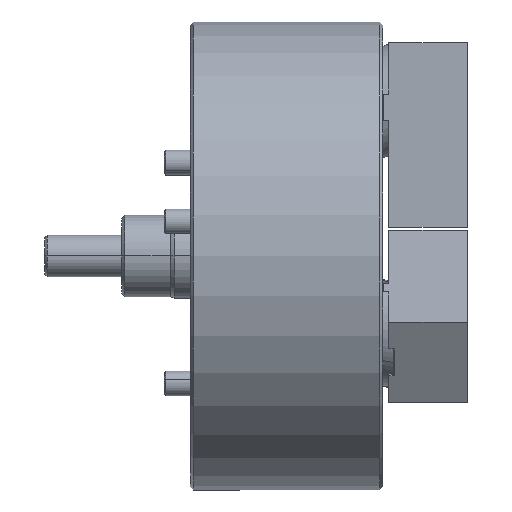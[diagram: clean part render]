
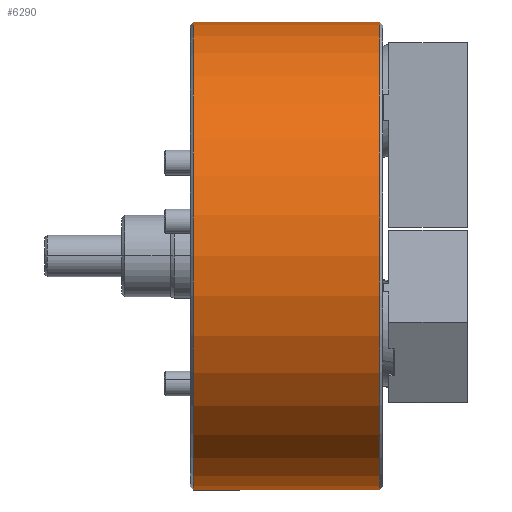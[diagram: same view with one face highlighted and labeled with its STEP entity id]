
A CAD part, top view. The second image highlights one B-rep face of the part: STEP entity #6290.
In plain terms, the highlighted cylindrical face has radius 152 mm (diameter 304 mm), a partial arc.
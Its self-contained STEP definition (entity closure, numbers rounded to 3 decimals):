
#14 = ORIENTED_EDGE ( 'NONE', *, *, #9325, .F. ) ;
#514 = DIRECTION ( 'NONE',  ( 0., 1., 0. ) ) ;
#577 = AXIS2_PLACEMENT_3D ( 'NONE', #9620, #5043, #514 ) ;
#603 = VERTEX_POINT ( 'NONE', #2877 ) ;
#1262 = LINE ( 'NONE', #2818, #4096 ) ;
#1899 = VECTOR ( 'NONE', #4864, 1000. ) ;
#1922 = DIRECTION ( 'NONE',  ( 0., 1., 0. ) ) ;
#1954 = CARTESIAN_POINT ( 'NONE',  ( 0., 0., 0. ) ) ;
#2143 = CARTESIAN_POINT ( 'NONE',  ( 2., -152., 0. ) ) ;
#2691 = FACE_OUTER_BOUND ( 'NONE', #5523, .T. ) ;
#2818 = CARTESIAN_POINT ( 'NONE',  ( 0., 152., 0. ) ) ;
#2877 = CARTESIAN_POINT ( 'NONE',  ( 123., 152., 0. ) ) ;
#2970 = DIRECTION ( 'NONE',  ( 1., 0., 0. ) ) ;
#3585 = DIRECTION ( 'NONE',  ( 1., 0., 0. ) ) ;
#3898 = EDGE_CURVE ( 'NONE', #9432, #6420, #9760, .T. ) ;
#4096 = VECTOR ( 'NONE', #3585, 1000. ) ;
#4205 = DIRECTION ( 'NONE',  ( 1., 0., 0. ) ) ;
#4493 = AXIS2_PLACEMENT_3D ( 'NONE', #1954, #4205, #1922 ) ;
#4864 = DIRECTION ( 'NONE',  ( 1., 0., 0. ) ) ;
#4870 = ORIENTED_EDGE ( 'NONE', *, *, #8599, .T. ) ;
#5043 = DIRECTION ( 'NONE',  ( -1., 0., 0. ) ) ;
#5130 = CARTESIAN_POINT ( 'NONE',  ( 123., -152., 0. ) ) ;
#5523 = EDGE_LOOP ( 'NONE', ( #6878, #7008, #4870, #14 ) ) ;
#5841 = EDGE_CURVE ( 'NONE', #7399, #9432, #9124, .T. ) ;
#6290 = ADVANCED_FACE ( 'NONE', ( #2691 ), #8028, .T. ) ;
#6337 = CARTESIAN_POINT ( 'NONE',  ( 0., -152., 0. ) ) ;
#6420 = VERTEX_POINT ( 'NONE', #5130 ) ;
#6878 = ORIENTED_EDGE ( 'NONE', *, *, #5841, .T. ) ;
#7008 = ORIENTED_EDGE ( 'NONE', *, *, #3898, .T. ) ;
#7361 = CARTESIAN_POINT ( 'NONE',  ( 2., 152., 0. ) ) ;
#7399 = VERTEX_POINT ( 'NONE', #7361 ) ;
#7505 = CARTESIAN_POINT ( 'NONE',  ( 2., 0., 0. ) ) ;
#8028 = CYLINDRICAL_SURFACE ( 'NONE', #4493, 152. ) ;
#8269 = DIRECTION ( 'NONE',  ( 0., -1., 0. ) ) ;
#8599 = EDGE_CURVE ( 'NONE', #6420, #603, #9357, .T. ) ;
#9124 = CIRCLE ( 'NONE', #9815, 152. ) ;
#9325 = EDGE_CURVE ( 'NONE', #7399, #603, #1262, .T. ) ;
#9357 = CIRCLE ( 'NONE', #577, 152. ) ;
#9432 = VERTEX_POINT ( 'NONE', #2143 ) ;
#9620 = CARTESIAN_POINT ( 'NONE',  ( 123., 0., 0. ) ) ;
#9760 = LINE ( 'NONE', #6337, #1899 ) ;
#9815 = AXIS2_PLACEMENT_3D ( 'NONE', #7505, #2970, #8269 ) ;
